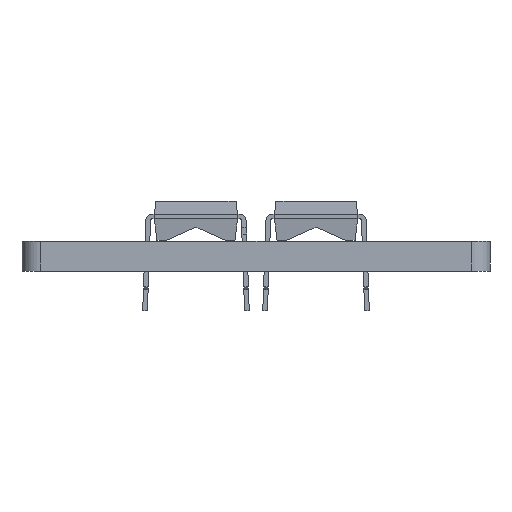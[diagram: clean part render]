
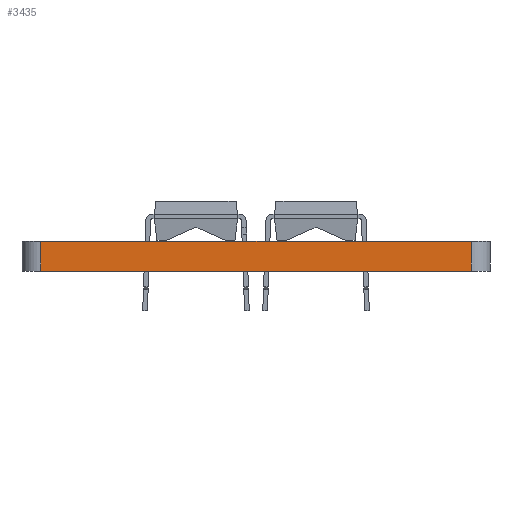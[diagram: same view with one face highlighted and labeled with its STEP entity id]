
A CAD part, front view. The second image highlights one B-rep face of the part: STEP entity #3435.
In plain terms, the highlighted planar face has unit normal (0, -1, 0).
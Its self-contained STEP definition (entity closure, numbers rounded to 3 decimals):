
#3435 = ADVANCED_FACE('',(#3436),#3450,.F.);
#3436 = FACE_BOUND('',#3437,.F.);
#3437 = EDGE_LOOP('',(#3438,#3473,#3501,#3529));
#3438 = ORIENTED_EDGE('',*,*,#3439,.T.);
#3439 = EDGE_CURVE('',#3440,#3442,#3444,.T.);
#3440 = VERTEX_POINT('',#3441);
#3441 = CARTESIAN_POINT('',(-11.5,-12.5,0.));
#3442 = VERTEX_POINT('',#3443);
#3443 = CARTESIAN_POINT('',(-11.5,-12.5,1.6));
#3444 = SURFACE_CURVE('',#3445,(#3449,#3461),.PCURVE_S1.);
#3445 = LINE('',#3446,#3447);
#3446 = CARTESIAN_POINT('',(-11.5,-12.5,0.));
#3447 = VECTOR('',#3448,1.);
#3448 = DIRECTION('',(0.,0.,1.));
#3449 = PCURVE('',#3450,#3455);
#3450 = PLANE('',#3451);
#3451 = AXIS2_PLACEMENT_3D('',#3452,#3453,#3454);
#3452 = CARTESIAN_POINT('',(-11.5,-12.5,0.));
#3453 = DIRECTION('',(0.,1.,0.));
#3454 = DIRECTION('',(1.,0.,0.));
#3455 = DEFINITIONAL_REPRESENTATION('',(#3456),#3460);
#3456 = LINE('',#3457,#3458);
#3457 = CARTESIAN_POINT('',(0.,0.));
#3458 = VECTOR('',#3459,1.);
#3459 = DIRECTION('',(0.,-1.));
#3460 = ( GEOMETRIC_REPRESENTATION_CONTEXT(2) 
PARAMETRIC_REPRESENTATION_CONTEXT() REPRESENTATION_CONTEXT('2D SPACE',''
  ) );
#3461 = PCURVE('',#3462,#3467);
#3462 = CYLINDRICAL_SURFACE('',#3463,1.);
#3463 = AXIS2_PLACEMENT_3D('',#3464,#3465,#3466);
#3464 = CARTESIAN_POINT('',(-11.5,-11.5,0.));
#3465 = DIRECTION('',(-0.,-0.,-1.));
#3466 = DIRECTION('',(1.,0.,-0.));
#3467 = DEFINITIONAL_REPRESENTATION('',(#3468),#3472);
#3468 = LINE('',#3469,#3470);
#3469 = CARTESIAN_POINT('',(-4.712,0.));
#3470 = VECTOR('',#3471,1.);
#3471 = DIRECTION('',(-0.,-1.));
#3472 = ( GEOMETRIC_REPRESENTATION_CONTEXT(2) 
PARAMETRIC_REPRESENTATION_CONTEXT() REPRESENTATION_CONTEXT('2D SPACE',''
  ) );
#3473 = ORIENTED_EDGE('',*,*,#3474,.T.);
#3474 = EDGE_CURVE('',#3442,#3475,#3477,.T.);
#3475 = VERTEX_POINT('',#3476);
#3476 = CARTESIAN_POINT('',(11.5,-12.5,1.6));
#3477 = SURFACE_CURVE('',#3478,(#3482,#3489),.PCURVE_S1.);
#3478 = LINE('',#3479,#3480);
#3479 = CARTESIAN_POINT('',(-11.5,-12.5,1.6));
#3480 = VECTOR('',#3481,1.);
#3481 = DIRECTION('',(1.,0.,0.));
#3482 = PCURVE('',#3450,#3483);
#3483 = DEFINITIONAL_REPRESENTATION('',(#3484),#3488);
#3484 = LINE('',#3485,#3486);
#3485 = CARTESIAN_POINT('',(0.,-1.6));
#3486 = VECTOR('',#3487,1.);
#3487 = DIRECTION('',(1.,0.));
#3488 = ( GEOMETRIC_REPRESENTATION_CONTEXT(2) 
PARAMETRIC_REPRESENTATION_CONTEXT() REPRESENTATION_CONTEXT('2D SPACE',''
  ) );
#3489 = PCURVE('',#3490,#3495);
#3490 = PLANE('',#3491);
#3491 = AXIS2_PLACEMENT_3D('',#3492,#3493,#3494);
#3492 = CARTESIAN_POINT('',(0.,0.,1.6));
#3493 = DIRECTION('',(0.,0.,1.));
#3494 = DIRECTION('',(1.,0.,-0.));
#3495 = DEFINITIONAL_REPRESENTATION('',(#3496),#3500);
#3496 = LINE('',#3497,#3498);
#3497 = CARTESIAN_POINT('',(-11.5,-12.5));
#3498 = VECTOR('',#3499,1.);
#3499 = DIRECTION('',(1.,0.));
#3500 = ( GEOMETRIC_REPRESENTATION_CONTEXT(2) 
PARAMETRIC_REPRESENTATION_CONTEXT() REPRESENTATION_CONTEXT('2D SPACE',''
  ) );
#3501 = ORIENTED_EDGE('',*,*,#3502,.F.);
#3502 = EDGE_CURVE('',#3503,#3475,#3505,.T.);
#3503 = VERTEX_POINT('',#3504);
#3504 = CARTESIAN_POINT('',(11.5,-12.5,0.));
#3505 = SURFACE_CURVE('',#3506,(#3510,#3517),.PCURVE_S1.);
#3506 = LINE('',#3507,#3508);
#3507 = CARTESIAN_POINT('',(11.5,-12.5,0.));
#3508 = VECTOR('',#3509,1.);
#3509 = DIRECTION('',(0.,0.,1.));
#3510 = PCURVE('',#3450,#3511);
#3511 = DEFINITIONAL_REPRESENTATION('',(#3512),#3516);
#3512 = LINE('',#3513,#3514);
#3513 = CARTESIAN_POINT('',(23.,0.));
#3514 = VECTOR('',#3515,1.);
#3515 = DIRECTION('',(0.,-1.));
#3516 = ( GEOMETRIC_REPRESENTATION_CONTEXT(2) 
PARAMETRIC_REPRESENTATION_CONTEXT() REPRESENTATION_CONTEXT('2D SPACE',''
  ) );
#3517 = PCURVE('',#3518,#3523);
#3518 = CYLINDRICAL_SURFACE('',#3519,1.);
#3519 = AXIS2_PLACEMENT_3D('',#3520,#3521,#3522);
#3520 = CARTESIAN_POINT('',(11.5,-11.5,0.));
#3521 = DIRECTION('',(-0.,-0.,-1.));
#3522 = DIRECTION('',(1.,0.,-0.));
#3523 = DEFINITIONAL_REPRESENTATION('',(#3524),#3528);
#3524 = LINE('',#3525,#3526);
#3525 = CARTESIAN_POINT('',(-4.712,0.));
#3526 = VECTOR('',#3527,1.);
#3527 = DIRECTION('',(-0.,-1.));
#3528 = ( GEOMETRIC_REPRESENTATION_CONTEXT(2) 
PARAMETRIC_REPRESENTATION_CONTEXT() REPRESENTATION_CONTEXT('2D SPACE',''
  ) );
#3529 = ORIENTED_EDGE('',*,*,#3530,.F.);
#3530 = EDGE_CURVE('',#3440,#3503,#3531,.T.);
#3531 = SURFACE_CURVE('',#3532,(#3536,#3543),.PCURVE_S1.);
#3532 = LINE('',#3533,#3534);
#3533 = CARTESIAN_POINT('',(-11.5,-12.5,0.));
#3534 = VECTOR('',#3535,1.);
#3535 = DIRECTION('',(1.,0.,0.));
#3536 = PCURVE('',#3450,#3537);
#3537 = DEFINITIONAL_REPRESENTATION('',(#3538),#3542);
#3538 = LINE('',#3539,#3540);
#3539 = CARTESIAN_POINT('',(0.,0.));
#3540 = VECTOR('',#3541,1.);
#3541 = DIRECTION('',(1.,0.));
#3542 = ( GEOMETRIC_REPRESENTATION_CONTEXT(2) 
PARAMETRIC_REPRESENTATION_CONTEXT() REPRESENTATION_CONTEXT('2D SPACE',''
  ) );
#3543 = PCURVE('',#3544,#3549);
#3544 = PLANE('',#3545);
#3545 = AXIS2_PLACEMENT_3D('',#3546,#3547,#3548);
#3546 = CARTESIAN_POINT('',(0.,0.,0.));
#3547 = DIRECTION('',(0.,0.,1.));
#3548 = DIRECTION('',(1.,0.,-0.));
#3549 = DEFINITIONAL_REPRESENTATION('',(#3550),#3554);
#3550 = LINE('',#3551,#3552);
#3551 = CARTESIAN_POINT('',(-11.5,-12.5));
#3552 = VECTOR('',#3553,1.);
#3553 = DIRECTION('',(1.,0.));
#3554 = ( GEOMETRIC_REPRESENTATION_CONTEXT(2) 
PARAMETRIC_REPRESENTATION_CONTEXT() REPRESENTATION_CONTEXT('2D SPACE',''
  ) );
